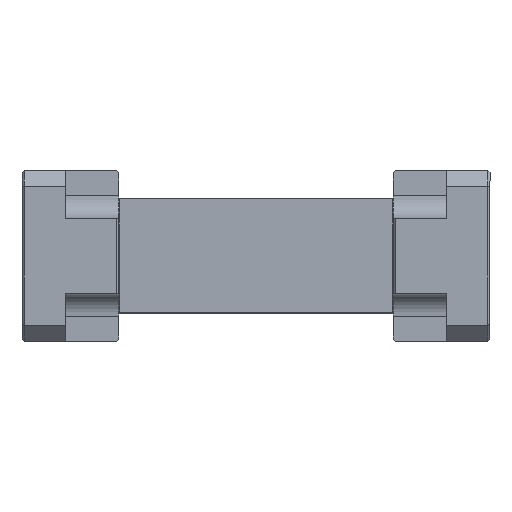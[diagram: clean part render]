
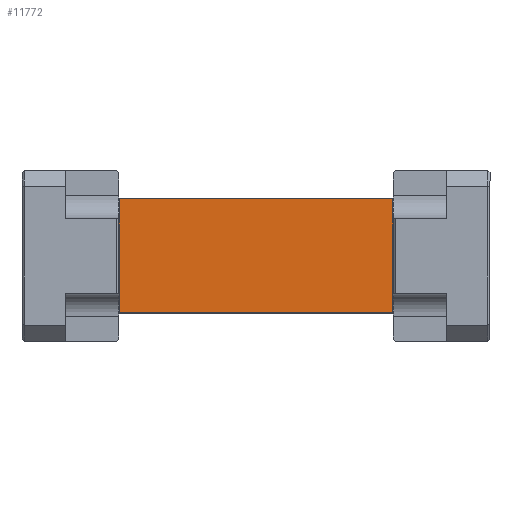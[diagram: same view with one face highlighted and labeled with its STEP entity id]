
A CAD part, top view. The second image highlights one B-rep face of the part: STEP entity #11772.
In plain terms, the highlighted planar face has unit normal (0, 0, 1).
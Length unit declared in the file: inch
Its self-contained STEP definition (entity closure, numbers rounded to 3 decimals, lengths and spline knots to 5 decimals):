
#416 = ORIENTED_EDGE ( 'NONE', *, *, #5895, .F. ) ;
#885 = EDGE_CURVE ( 'NONE', #25222, #18986, #17378, .T. ) ;
#1077 = CARTESIAN_POINT ( 'NONE',  ( -0.6, 0.5, 0.6 ) ) ;
#1489 = ORIENTED_EDGE ( 'NONE', *, *, #885, .F. ) ;
#1917 = VERTEX_POINT ( 'NONE', #24697 ) ;
#2106 = ORIENTED_EDGE ( 'NONE', *, *, #15789, .T. ) ;
#3302 = ORIENTED_EDGE ( 'NONE', *, *, #8818, .T. ) ;
#4918 = LINE ( 'NONE', #18821, #10346 ) ;
#5895 = EDGE_CURVE ( 'NONE', #12020, #25222, #26108, .T. ) ;
#8818 = EDGE_CURVE ( 'NONE', #12020, #1917, #10960, .T. ) ;
#9326 = EDGE_LOOP ( 'NONE', ( #2106, #1489, #416, #3302 ) ) ;
#9998 = VECTOR ( 'NONE', #25733, 39.37008 ) ;
#10346 = VECTOR ( 'NONE', #14448, 39.37008 ) ;
#10960 = LINE ( 'NONE', #1077, #9998 ) ;
#11452 = DIRECTION ( 'NONE',  ( 1., 0., 0. ) ) ;
#11772 = ADVANCED_FACE ( 'NONE', ( #17881 ), #13898, .F. ) ;
#12020 = VERTEX_POINT ( 'NONE', #18597 ) ;
#12800 = CARTESIAN_POINT ( 'NONE',  ( 0.6, 0., 0.6 ) ) ;
#13898 = PLANE ( 'NONE',  #19747 ) ;
#14448 = DIRECTION ( 'NONE',  ( 1., 0., 0. ) ) ;
#15789 = EDGE_CURVE ( 'NONE', #1917, #18986, #4918, .T. ) ;
#16038 = CARTESIAN_POINT ( 'NONE',  ( 0.6, 0.5, 0.6 ) ) ;
#16320 = CARTESIAN_POINT ( 'NONE',  ( 0.6, 0.5, 0.6 ) ) ;
#17378 = LINE ( 'NONE', #16320, #20241 ) ;
#17881 = FACE_OUTER_BOUND ( 'NONE', #9326, .T. ) ;
#18162 = DIRECTION ( 'NONE',  ( -1., 0., 0. ) ) ;
#18458 = DIRECTION ( 'NONE',  ( 0., -1., 0. ) ) ;
#18597 = CARTESIAN_POINT ( 'NONE',  ( -0.6, 0.5, 0.6 ) ) ;
#18821 = CARTESIAN_POINT ( 'NONE',  ( 0.6, 0., 0.6 ) ) ;
#18986 = VERTEX_POINT ( 'NONE', #12800 ) ;
#19747 = AXIS2_PLACEMENT_3D ( 'NONE', #16038, #26033, #18162 ) ;
#20040 = VECTOR ( 'NONE', #11452, 39.37008 ) ;
#20241 = VECTOR ( 'NONE', #18458, 39.37008 ) ;
#21210 = CARTESIAN_POINT ( 'NONE',  ( 0.6, 0.5, 0.6 ) ) ;
#24697 = CARTESIAN_POINT ( 'NONE',  ( -0.6, 0., 0.6 ) ) ;
#25222 = VERTEX_POINT ( 'NONE', #25773 ) ;
#25733 = DIRECTION ( 'NONE',  ( 0., -1., 0. ) ) ;
#25773 = CARTESIAN_POINT ( 'NONE',  ( 0.6, 0.5, 0.6 ) ) ;
#26033 = DIRECTION ( 'NONE',  ( 0., 0., -1. ) ) ;
#26108 = LINE ( 'NONE', #21210, #20040 ) ;
